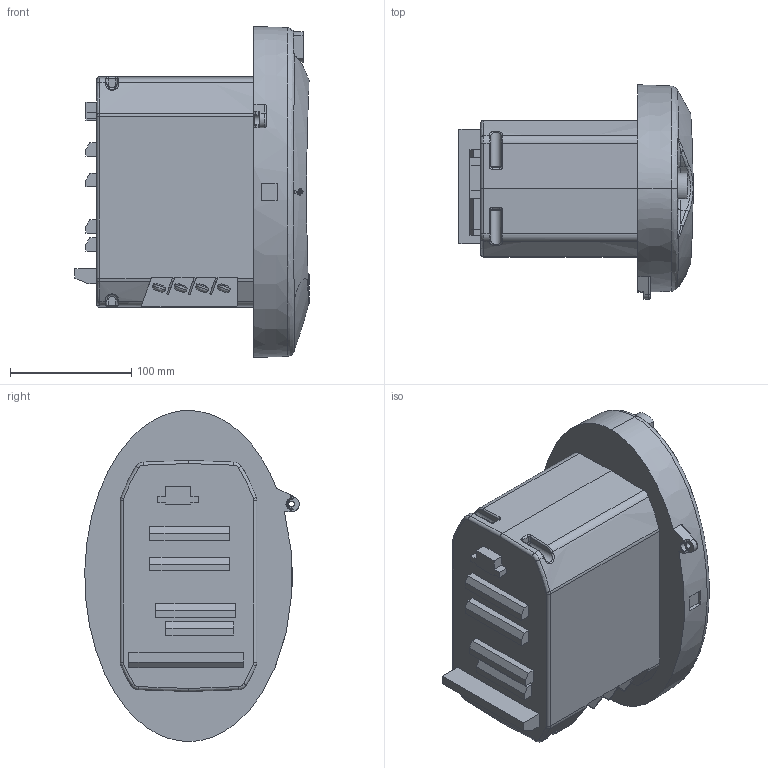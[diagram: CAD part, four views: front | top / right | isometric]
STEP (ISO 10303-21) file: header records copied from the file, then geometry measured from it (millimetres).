
FILE_DESCRIPTION((''),'2;1');
FILE_NAME('ASM0002_ASM','2013-07-17T',('Dee'),(''),'PRO/ENGINEER BY PARAMETRIC TECHNOLOGY CORPORATION, 2005380','PRO/ENGINEER BY PARAMETRIC TECHNOLOGY CORPORATION, 2005380','');
FILE_SCHEMA(('CONFIG_CONTROL_DESIGN'));
Length unit declared in the file: inch
Products named in the file (2): PRT0004; ASM0002_ASM
Assembly tree (1 placements, depth 2):
  ASM0002_ASM
    PRT0004
Bounding box: 193 x 176.73 x 272.8 mm (x, y, z)
Volume: 3997019.7 mm3; surface area: 196763 mm2
Topology: 1 solids, 1 shells, 453 faces, 1203 edges, 772 vertices
Faces by surface type: plane 215, cylinder 108, torus 58, bspline 48, extrusion 21, cone 3
Entity records: 18705 total; most frequent: CARTESIAN_POINT 7826, ORIENTED_EDGE 2406, DIRECTION 2058, EDGE_CURVE 1203, VERTEX_POINT 772, AXIS2_PLACEMENT_3D 724, VECTOR 610, LINE 589
